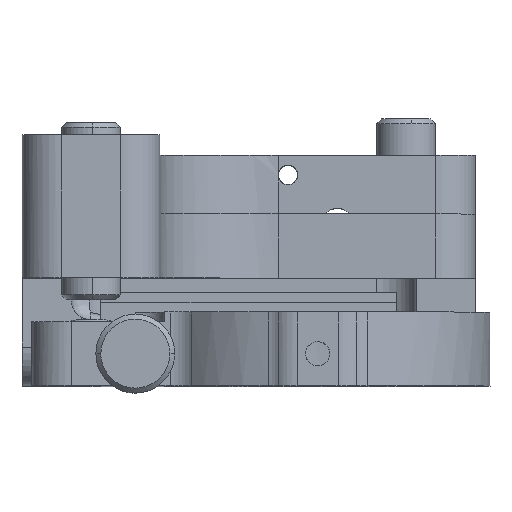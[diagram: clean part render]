
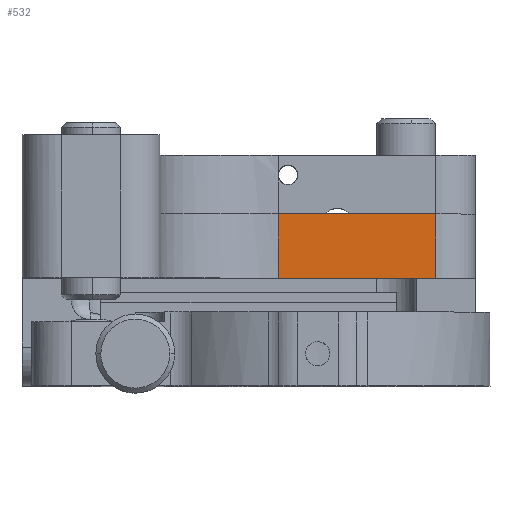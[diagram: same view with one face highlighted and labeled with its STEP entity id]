
A CAD part, top view. The second image highlights one B-rep face of the part: STEP entity #532.
In plain terms, the highlighted free-form (B-spline) face has degree [1, 1] with [2, 2] control points.
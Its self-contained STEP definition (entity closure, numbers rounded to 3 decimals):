
#532=ADVANCED_FACE('',(#954),#14553,.T.);
#954=FACE_OUTER_BOUND('',#1427,.T.);
#1427=EDGE_LOOP('',(#2498,#2499,#2500,#2501));
#2498=ORIENTED_EDGE('',*,*,#11813,.F.);
#2499=ORIENTED_EDGE('',*,*,#11865,.F.);
#2500=ORIENTED_EDGE('',*,*,#11840,.F.);
#2501=ORIENTED_EDGE('',*,*,#11823,.F.);
#4527=PCURVE('',#14542,#6708);
#4557=PCURVE('',#14737,#6738);
#4594=PCURVE('',#14546,#6775);
#4675=PCURVE('',#14745,#6856);
#4679=PCURVE('',#14553,#6860);
#4680=PCURVE('',#14553,#6861);
#4681=PCURVE('',#14553,#6862);
#4682=PCURVE('',#14553,#6863);
#6708=DEFINITIONAL_REPRESENTATION('',(#8886),#31937);
#6738=DEFINITIONAL_REPRESENTATION('',(#8899),#31937);
#6775=DEFINITIONAL_REPRESENTATION('',(#8935),#31937);
#6856=DEFINITIONAL_REPRESENTATION('',(#9004),#31937);
#6860=DEFINITIONAL_REPRESENTATION('',(#9008),#31937);
#6861=DEFINITIONAL_REPRESENTATION('',(#9009),#31937);
#6862=DEFINITIONAL_REPRESENTATION('',(#9010),#31937);
#6863=DEFINITIONAL_REPRESENTATION('',(#9011),#31937);
#8885=B_SPLINE_CURVE_WITH_KNOTS('',1,(#20485,#20486),.UNSPECIFIED.,.F.,
 .F.,(2,2),(-16.,0.),.UNSPECIFIED.);
#8886=B_SPLINE_CURVE_WITH_KNOTS('',1,(#20487,#20488),.UNSPECIFIED.,.F.,
 .F.,(2,2),(-16.,0.),.UNSPECIFIED.);
#8899=B_SPLINE_CURVE_WITH_KNOTS('',1,(#20613,#20614),.UNSPECIFIED.,.F.,
 .F.,(2,2),(0.,6.5),.UNSPECIFIED.);
#8934=B_SPLINE_CURVE_WITH_KNOTS('',1,(#20743,#20744),.UNSPECIFIED.,.F.,
 .F.,(2,2),(-16.,0.),.UNSPECIFIED.);
#8935=B_SPLINE_CURVE_WITH_KNOTS('',1,(#20745,#20746),.UNSPECIFIED.,.F.,
 .F.,(2,2),(-16.,0.),.UNSPECIFIED.);
#9004=B_SPLINE_CURVE_WITH_KNOTS('',1,(#21014,#21015),.UNSPECIFIED.,.F.,
 .F.,(2,2),(-6.5,0.),.UNSPECIFIED.);
#9008=B_SPLINE_CURVE_WITH_KNOTS('',1,(#21022,#21023),.UNSPECIFIED.,.F.,
 .F.,(2,2),(-16.,0.),.UNSPECIFIED.);
#9009=B_SPLINE_CURVE_WITH_KNOTS('',1,(#21024,#21025),.UNSPECIFIED.,.F.,
 .F.,(2,2),(-6.5,0.),.UNSPECIFIED.);
#9010=B_SPLINE_CURVE_WITH_KNOTS('',1,(#21026,#21027),.UNSPECIFIED.,.F.,
 .F.,(2,2),(-16.,0.),.UNSPECIFIED.);
#9011=B_SPLINE_CURVE_WITH_KNOTS('',1,(#21028,#21029),.UNSPECIFIED.,.F.,
 .F.,(2,2),(0.,6.5),.UNSPECIFIED.);
#10709=SURFACE_CURVE('',#8885,(#4527,#4679),.PCURVE_S1.);
#10719=SURFACE_CURVE('',#12947,(#4557,#4682),.PCURVE_S1.);
#10736=SURFACE_CURVE('',#8934,(#4594,#4681),.PCURVE_S1.);
#10761=SURFACE_CURVE('',#13002,(#4675,#4680),.PCURVE_S1.);
#11813=EDGE_CURVE('',#14023,#14024,#10709,.T.);
#11823=EDGE_CURVE('',#14024,#14033,#10719,.T.);
#11840=EDGE_CURVE('',#14033,#14043,#10736,.T.);
#11865=EDGE_CURVE('',#14043,#14023,#10761,.T.);
#12947=(
BOUNDED_CURVE()
B_SPLINE_CURVE(1,(#20611,#20612),.UNSPECIFIED.,.F.,.F.)
B_SPLINE_CURVE_WITH_KNOTS((2,2),(0.,6.5),.UNSPECIFIED.)
CURVE()
GEOMETRIC_REPRESENTATION_ITEM()
RATIONAL_B_SPLINE_CURVE((1.,1.))
REPRESENTATION_ITEM('')
);
#13002=(
BOUNDED_CURVE()
B_SPLINE_CURVE(1,(#21012,#21013),.UNSPECIFIED.,.F.,.F.)
B_SPLINE_CURVE_WITH_KNOTS((2,2),(-6.5,0.),.UNSPECIFIED.)
CURVE()
GEOMETRIC_REPRESENTATION_ITEM()
RATIONAL_B_SPLINE_CURVE((1.,1.))
REPRESENTATION_ITEM('')
);
#14023=VERTEX_POINT('',#18619);
#14024=VERTEX_POINT('',#18620);
#14033=VERTEX_POINT('',#18629);
#14043=VERTEX_POINT('',#18639);
#14542=B_SPLINE_SURFACE_WITH_KNOTS('',1,1,((#18173,#18174),(#18175,#18176)),
 .UNSPECIFIED.,.F.,.F.,.F.,(2,2),(2,2),(-55.44,0.),
(0.,63.84),.UNSPECIFIED.);
#14546=B_SPLINE_SURFACE_WITH_KNOTS('',1,1,((#18243,#18244),(#18245,#18246)),
 .UNSPECIFIED.,.F.,.F.,.F.,(2,2),(2,2),(0.,55.44),
(0.,56.64),.UNSPECIFIED.);
#14553=B_SPLINE_SURFACE_WITH_KNOTS('',1,1,((#18379,#18380),(#18381,#18382)),
 .UNSPECIFIED.,.F.,.F.,.F.,(2,2),(2,2),(0.,8.04),(-19.44,
0.),.UNSPECIFIED.);
#14737=(
BOUNDED_SURFACE()
B_SPLINE_SURFACE(2,1,((#18177,#18178),(#18179,#18180),(#18181,#18182),(#18183,
#18184),(#18185,#18186),(#18187,#18188),(#18189,#18190),(#18191,#18192),
(#18193,#18194)),.UNSPECIFIED.,.T.,.F.,.F.)
B_SPLINE_SURFACE_WITH_KNOTS((3,2,2,2,3),(2,2),(0.,1.571,3.142,
4.712,6.283),(0.,8.04),.UNSPECIFIED.)
GEOMETRIC_REPRESENTATION_ITEM()
RATIONAL_B_SPLINE_SURFACE(((1.,1.),(0.707,0.707),
(1.,1.),(0.707,0.707),(1.,1.),(0.707,
0.707),(1.,1.),(0.707,0.707),(1.,1.)))
REPRESENTATION_ITEM('')
SURFACE()
);
#14745=(
BOUNDED_SURFACE()
B_SPLINE_SURFACE(1,2,((#18361,#18362,#18363,#18364,#18365,#18366,#18367,
#18368,#18369),(#18370,#18371,#18372,#18373,#18374,#18375,#18376,#18377,
#18378)),.UNSPECIFIED.,.F.,.F.,.F.)
B_SPLINE_SURFACE_WITH_KNOTS((2,2),(3,2,2,2,3),(0.,8.04),(0.,1.571,
3.142,4.712,6.283),.UNSPECIFIED.)
GEOMETRIC_REPRESENTATION_ITEM()
RATIONAL_B_SPLINE_SURFACE(((1.,0.707,1.,0.707,1.,
0.707,1.,0.707,1.),(1.,0.707,1.,0.707,
1.,0.707,1.,0.707,1.)))
REPRESENTATION_ITEM('')
SURFACE()
);
#18173=CARTESIAN_POINT('',(-27.325,-25.42,17.5));
#18174=CARTESIAN_POINT('',(-27.325,38.42,17.5));
#18175=CARTESIAN_POINT('',(28.115,-25.42,17.5));
#18176=CARTESIAN_POINT('',(28.115,38.42,17.5));
#18177=CARTESIAN_POINT('',(-14.605,10.,18.27));
#18178=CARTESIAN_POINT('',(-14.605,10.,10.23));
#18179=CARTESIAN_POINT('',(-14.605,6.,18.27));
#18180=CARTESIAN_POINT('',(-14.605,6.,10.23));
#18181=CARTESIAN_POINT('',(-18.605,6.,18.27));
#18182=CARTESIAN_POINT('',(-18.605,6.,10.23));
#18183=CARTESIAN_POINT('',(-22.605,6.,18.27));
#18184=CARTESIAN_POINT('',(-22.605,6.,10.23));
#18185=CARTESIAN_POINT('',(-22.605,10.,18.27));
#18186=CARTESIAN_POINT('',(-22.605,10.,10.23));
#18187=CARTESIAN_POINT('',(-22.605,14.,18.27));
#18188=CARTESIAN_POINT('',(-22.605,14.,10.23));
#18189=CARTESIAN_POINT('',(-18.605,14.,18.27));
#18190=CARTESIAN_POINT('',(-18.605,14.,10.23));
#18191=CARTESIAN_POINT('',(-14.605,14.,18.27));
#18192=CARTESIAN_POINT('',(-14.605,14.,10.23));
#18193=CARTESIAN_POINT('',(-14.605,10.,18.27));
#18194=CARTESIAN_POINT('',(-14.605,10.,10.23));
#18243=CARTESIAN_POINT('',(28.115,-8.82,11.));
#18244=CARTESIAN_POINT('',(28.115,47.82,11.));
#18245=CARTESIAN_POINT('',(-27.325,-8.82,11.));
#18246=CARTESIAN_POINT('',(-27.325,47.82,11.));
#18361=CARTESIAN_POINT('',(-14.605,26.,18.27));
#18362=CARTESIAN_POINT('',(-14.605,38.,18.27));
#18363=CARTESIAN_POINT('',(-2.605,38.,18.27));
#18364=CARTESIAN_POINT('',(9.395,38.,18.27));
#18365=CARTESIAN_POINT('',(9.395,26.,18.27));
#18366=CARTESIAN_POINT('',(9.395,14.,18.27));
#18367=CARTESIAN_POINT('',(-2.605,14.,18.27));
#18368=CARTESIAN_POINT('',(-14.605,14.,18.27));
#18369=CARTESIAN_POINT('',(-14.605,26.,18.27));
#18370=CARTESIAN_POINT('',(-14.605,26.,10.23));
#18371=CARTESIAN_POINT('',(-14.605,38.,10.23));
#18372=CARTESIAN_POINT('',(-2.605,38.,10.23));
#18373=CARTESIAN_POINT('',(9.395,38.,10.23));
#18374=CARTESIAN_POINT('',(9.395,26.,10.23));
#18375=CARTESIAN_POINT('',(9.395,14.,10.23));
#18376=CARTESIAN_POINT('',(-2.605,14.,10.23));
#18377=CARTESIAN_POINT('',(-14.605,14.,10.23));
#18378=CARTESIAN_POINT('',(-14.605,26.,10.23));
#18379=CARTESIAN_POINT('',(-20.325,14.,10.23));
#18380=CARTESIAN_POINT('',(-0.885,14.,10.23));
#18381=CARTESIAN_POINT('',(-20.325,14.,18.27));
#18382=CARTESIAN_POINT('',(-0.885,14.,18.27));
#18619=CARTESIAN_POINT('',(-2.605,14.,17.5));
#18620=CARTESIAN_POINT('',(-18.605,14.,17.5));
#18629=CARTESIAN_POINT('',(-18.605,14.,11.));
#18639=CARTESIAN_POINT('',(-2.605,14.,11.));
#20485=CARTESIAN_POINT('',(-2.605,14.,17.5));
#20486=CARTESIAN_POINT('',(-18.605,14.,17.5));
#20487=CARTESIAN_POINT('',(-30.72,39.42));
#20488=CARTESIAN_POINT('',(-46.72,39.42));
#20611=CARTESIAN_POINT('',(-18.605,14.,17.5));
#20612=CARTESIAN_POINT('',(-18.605,14.,11.));
#20613=CARTESIAN_POINT('',(4.712,0.77));
#20614=CARTESIAN_POINT('',(4.712,7.27));
#20743=CARTESIAN_POINT('',(-18.605,14.,11.));
#20744=CARTESIAN_POINT('',(-2.605,14.,11.));
#20745=CARTESIAN_POINT('',(46.72,22.82));
#20746=CARTESIAN_POINT('',(30.72,22.82));
#21012=CARTESIAN_POINT('',(-2.605,14.,11.));
#21013=CARTESIAN_POINT('',(-2.605,14.,17.5));
#21014=CARTESIAN_POINT('',(7.27,4.712));
#21015=CARTESIAN_POINT('',(0.77,4.712));
#21022=CARTESIAN_POINT('',(7.27,-1.72));
#21023=CARTESIAN_POINT('',(7.27,-17.72));
#21024=CARTESIAN_POINT('',(0.77,-1.72));
#21025=CARTESIAN_POINT('',(7.27,-1.72));
#21026=CARTESIAN_POINT('',(0.77,-17.72));
#21027=CARTESIAN_POINT('',(0.77,-1.72));
#21028=CARTESIAN_POINT('',(7.27,-17.72));
#21029=CARTESIAN_POINT('',(0.77,-17.72));
#31937=(
GEOMETRIC_REPRESENTATION_CONTEXT(2)
PARAMETRIC_REPRESENTATION_CONTEXT()
REPRESENTATION_CONTEXT('pspace','')
);
